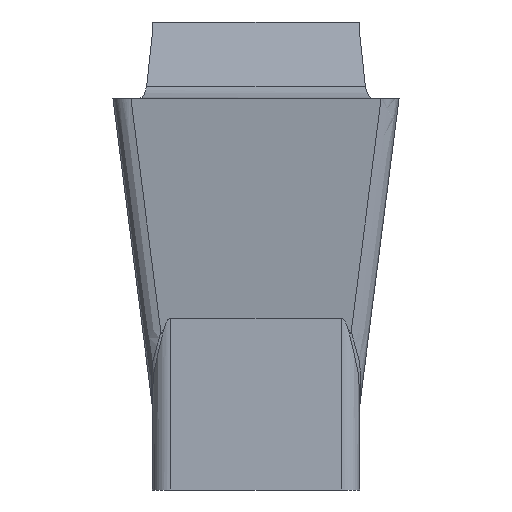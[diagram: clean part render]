
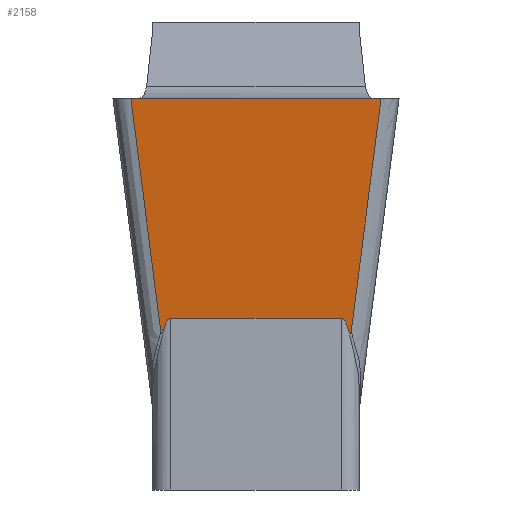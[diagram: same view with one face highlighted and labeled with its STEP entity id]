
A CAD part, front view. The second image highlights one B-rep face of the part: STEP entity #2158.
In plain terms, the highlighted planar face has unit normal (0, -0.993, -0.122).
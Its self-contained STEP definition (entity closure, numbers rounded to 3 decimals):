
#637=CARTESIAN_POINT('',(1.39,0.,
0.));
#642=DIRECTION('',(-1.,0.,0.));
#643=VECTOR('',#642,2.78);
#644=CARTESIAN_POINT('',(1.39,0.,
0.));
#645=LINE('',#644,#643);
#742=CARTESIAN_POINT('',(1.058,0.318,-2.588));
#776=CARTESIAN_POINT('',(0.95,0.3,-2.443));
#777=CARTESIAN_POINT('',(0.954,0.3,-2.443));
#778=CARTESIAN_POINT('',(0.961,0.3,
-2.445));
#779=CARTESIAN_POINT('',(0.969,0.301,
-2.45));
#780=CARTESIAN_POINT('',(0.98,0.302,
-2.461));
#781=CARTESIAN_POINT('',(0.986,0.303,
-2.47));
#782=CARTESIAN_POINT('',(0.992,0.304,
-2.479));
#783=CARTESIAN_POINT('',(0.998,0.306,
-2.49));
#784=CARTESIAN_POINT('',(1.005,0.308,-2.505));
#785=CARTESIAN_POINT('',(1.012,0.31,-2.523));
#786=CARTESIAN_POINT('',(1.02,0.313,-2.547));
#787=CARTESIAN_POINT('',(1.027,0.315,-2.567));
#788=CARTESIAN_POINT('',(1.03,0.317,-2.578));
#793=DIRECTION('',(1.,0.,0.));
#794=VECTOR('',#793,1.9);
#795=CARTESIAN_POINT('',(-0.95,0.3,-2.443));
#796=LINE('',#795,#794);
#800=DIRECTION('',(-0.126,0.121,-0.985));
#801=VECTOR('',#800,2.629);
#802=CARTESIAN_POINT('',(1.39,0.,
0.));
#803=LINE('',#802,#801);
#807=CARTESIAN_POINT('',(1.058,0.318,-2.588));
#808=CARTESIAN_POINT('',(1.055,0.318,-2.587));
#809=CARTESIAN_POINT('',(1.049,0.317,-2.584));
#810=CARTESIAN_POINT('',(1.039,0.317,-2.581));
#811=CARTESIAN_POINT('',(1.033,0.317,-2.579));
#812=CARTESIAN_POINT('',(1.03,0.317,-2.578));
#817=CARTESIAN_POINT('',(-1.03,0.317,
-2.578));
#818=CARTESIAN_POINT('',(-1.033,0.317,
-2.579));
#819=CARTESIAN_POINT('',(-1.039,0.317,
-2.581));
#820=CARTESIAN_POINT('',(-1.049,0.317,
-2.584));
#821=CARTESIAN_POINT('',(-1.055,0.318,
-2.587));
#822=CARTESIAN_POINT('',(-1.058,0.318,
-2.588));
#827=DIRECTION('',(-0.126,-0.121,0.985));
#828=VECTOR('',#827,2.629);
#829=CARTESIAN_POINT('',(-1.058,0.318,
-2.588));
#830=LINE('',#829,#828);
#852=CARTESIAN_POINT('',(-1.03,0.317,
-2.578));
#853=CARTESIAN_POINT('',(-1.027,0.315,
-2.567));
#854=CARTESIAN_POINT('',(-1.02,0.313,
-2.547));
#855=CARTESIAN_POINT('',(-1.012,0.31,
-2.524));
#856=CARTESIAN_POINT('',(-1.005,0.308,
-2.505));
#857=CARTESIAN_POINT('',(-0.998,0.306,
-2.49));
#858=CARTESIAN_POINT('',(-0.992,0.304,
-2.479));
#859=CARTESIAN_POINT('',(-0.987,0.303,
-2.471));
#860=CARTESIAN_POINT('',(-0.981,0.302,
-2.462));
#861=CARTESIAN_POINT('',(-0.969,0.301,
-2.45));
#862=CARTESIAN_POINT('',(-0.961,0.3,
-2.445));
#863=CARTESIAN_POINT('',(-0.954,0.3,-2.443));
#864=CARTESIAN_POINT('',(-0.95,0.3,-2.443));
#1107=VERTEX_POINT('',#637);
#1108=CARTESIAN_POINT('',(-1.39,0.,
0.));
#1109=VERTEX_POINT('',#1108);
#1115=VERTEX_POINT('',#742);
#1117=CARTESIAN_POINT('',(0.95,0.3,-2.443));
#1118=VERTEX_POINT('',#1117);
#1119=VERTEX_POINT('',#788);
#1120=CARTESIAN_POINT('',(-0.95,0.3,-2.443));
#1121=VERTEX_POINT('',#1120);
#1122=VERTEX_POINT('',#852);
#1123=VERTEX_POINT('',#822);
#2139=CARTESIAN_POINT('',(2.39,0.215,-1.75));
#2140=DIRECTION('',(0.,-0.993,-0.122));
#2141=DIRECTION('',(0.,-0.122,0.993));
#2142=AXIS2_PLACEMENT_3D('',#2139,#2140,#2141);
#2143=PLANE('',#2142);
#2144=ORIENTED_EDGE('',*,*,#1939,.F.);
#2145=ORIENTED_EDGE('',*,*,#2009,.T.);
#2147=ORIENTED_EDGE('',*,*,#2146,.T.);
#2148=ORIENTED_EDGE('',*,*,#2091,.F.);
#2149=ORIENTED_EDGE('',*,*,#2118,.F.);
#2151=ORIENTED_EDGE('',*,*,#2150,.F.);
#2153=ORIENTED_EDGE('',*,*,#2152,.T.);
#2155=ORIENTED_EDGE('',*,*,#2154,.T.);
#2156=EDGE_LOOP('',(#2144,#2145,#2147,#2148,#2149,#2151,#2153,#2155));
#2157=FACE_OUTER_BOUND('',#2156,.F.);
#789=B_SPLINE_CURVE_WITH_KNOTS('',3,(#776,#777,#778,#779,#780,#781,#782,#783,
#784,#785,#786,#787,#788),.UNSPECIFIED.,.F.,.F.,(4,1,1,1,1,1,1,1,1,1,4),(0.,
0.1,0.2,0.3,0.4,0.5,0.6,0.7,0.8,0.9,1.),.UNSPECIFIED.);
#813=B_SPLINE_CURVE_WITH_KNOTS('',3,(#807,#808,#809,#810,#811,#812),
.UNSPECIFIED.,.F.,.F.,(4,1,1,4),(0.,0.333,0.667,1.),
.UNSPECIFIED.);
#823=B_SPLINE_CURVE_WITH_KNOTS('',3,(#817,#818,#819,#820,#821,#822),
.UNSPECIFIED.,.F.,.F.,(4,1,1,4),(0.,0.333,0.667,1.),
.UNSPECIFIED.);
#865=B_SPLINE_CURVE_WITH_KNOTS('',3,(#852,#853,#854,#855,#856,#857,#858,#859,
#860,#861,#862,#863,#864),.UNSPECIFIED.,.F.,.F.,(4,1,1,1,1,1,1,1,1,1,4),(0.,
0.1,0.2,0.3,0.4,0.5,0.6,0.7,0.8,0.9,1.),.UNSPECIFIED.);
#1939=EDGE_CURVE('',#1107,#1109,#645,.T.);
#2009=EDGE_CURVE('',#1107,#1115,#803,.T.);
#2091=EDGE_CURVE('',#1118,#1119,#789,.T.);
#2118=EDGE_CURVE('',#1121,#1118,#796,.T.);
#2146=EDGE_CURVE('',#1115,#1119,#813,.T.);
#2150=EDGE_CURVE('',#1122,#1121,#865,.T.);
#2152=EDGE_CURVE('',#1122,#1123,#823,.T.);
#2154=EDGE_CURVE('',#1123,#1109,#830,.T.);
#2158=ADVANCED_FACE('',(#2157),#2143,.T.);
